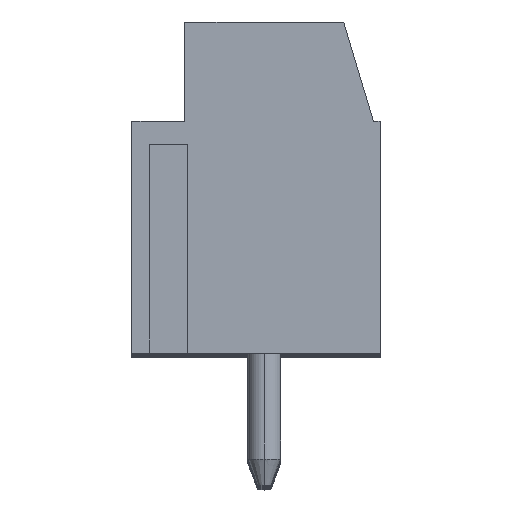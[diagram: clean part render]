
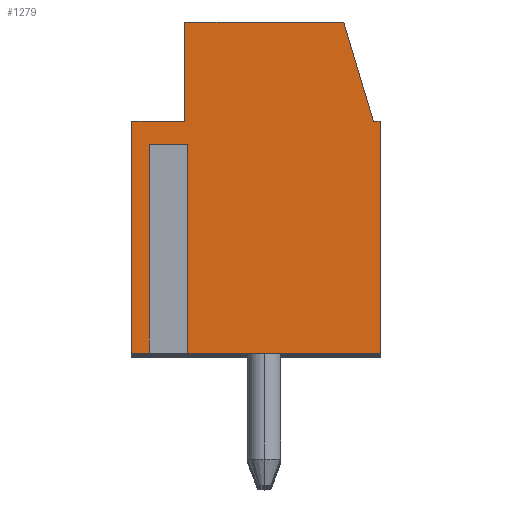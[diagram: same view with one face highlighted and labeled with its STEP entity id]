
A CAD part, top view. The second image highlights one B-rep face of the part: STEP entity #1279.
In plain terms, the highlighted planar face has unit normal (0, 0, 1).
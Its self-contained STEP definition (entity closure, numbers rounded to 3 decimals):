
#24 = VECTOR ( 'NONE', #1929, 1000. ) ;
#54 = LINE ( 'NONE', #545, #964 ) ;
#56 = DIRECTION ( 'NONE',  ( 0., -1., 0. ) ) ;
#58 = CARTESIAN_POINT ( 'NONE',  ( -609.687, -517.614, 0. ) ) ;
#74 = EDGE_CURVE ( 'NONE', #2021, #2036, #480, .T. ) ;
#77 = CARTESIAN_POINT ( 'NONE',  ( 0., -511.314, 0. ) ) ;
#122 = DIRECTION ( 'NONE',  ( 1., 0., 0. ) ) ;
#126 = EDGE_CURVE ( 'NONE', #952, #980, #1460, .T. ) ;
#184 = VERTEX_POINT ( 'NONE', #1610 ) ;
#196 = VECTOR ( 'NONE', #1196, 1000. ) ;
#200 = EDGE_CURVE ( 'NONE', #724, #1905, #1801, .T. ) ;
#201 = CARTESIAN_POINT ( 'NONE',  ( -603.862, -510.614, 0. ) ) ;
#205 = LINE ( 'NONE', #1631, #1088 ) ;
#237 = CARTESIAN_POINT ( 'NONE',  ( -609.762, -507.614, 0. ) ) ;
#257 = CARTESIAN_POINT ( 'NONE',  ( -611.362, 0., 0. ) ) ;
#278 = EDGE_CURVE ( 'NONE', #571, #184, #205, .T. ) ;
#290 = CARTESIAN_POINT ( 'NONE',  ( -610.837, 0., 0. ) ) ;
#298 = VECTOR ( 'NONE', #56, 1000. ) ;
#306 = DIRECTION ( 'NONE',  ( 0., 1., 0. ) ) ;
#322 = DIRECTION ( 'NONE',  ( 0., -1., 0. ) ) ;
#331 = CARTESIAN_POINT ( 'NONE',  ( -603.862, -517.614, 0. ) ) ;
#381 = CARTESIAN_POINT ( 'NONE',  ( -610.837, -511.314, 0. ) ) ;
#389 = ORIENTED_EDGE ( 'NONE', *, *, #948, .T. ) ;
#398 = ORIENTED_EDGE ( 'NONE', *, *, #1167, .T. ) ;
#421 = DIRECTION ( 'NONE',  ( -0.287, 0.958, 0. ) ) ;
#454 = EDGE_CURVE ( 'NONE', #1905, #1083, #865, .T. ) ;
#480 = LINE ( 'NONE', #1873, #24 ) ;
#488 = CARTESIAN_POINT ( 'NONE',  ( -604.962, -507.614, 0. ) ) ;
#535 = DIRECTION ( 'NONE',  ( 1., 0., 0. ) ) ;
#545 = CARTESIAN_POINT ( 'NONE',  ( 0., -507.614, 0. ) ) ;
#558 = EDGE_CURVE ( 'NONE', #571, #724, #760, .T. ) ;
#571 = VERTEX_POINT ( 'NONE', #1861 ) ;
#631 = EDGE_CURVE ( 'NONE', #1637, #2062, #54, .T. ) ;
#665 = EDGE_LOOP ( 'NONE', ( #755, #2069, #1696, #2081, #1608, #1965, #2134, #671, #1380, #389, #1807, #398 ) ) ;
#671 = ORIENTED_EDGE ( 'NONE', *, *, #74, .T. ) ;
#692 = CARTESIAN_POINT ( 'NONE',  ( -611.362, -517.614, 0. ) ) ;
#707 = DIRECTION ( 'NONE',  ( -1., -0.003, 0. ) ) ;
#716 = CARTESIAN_POINT ( 'NONE',  ( -610.837, -517.614, 0. ) ) ;
#718 = CARTESIAN_POINT ( 'NONE',  ( -604.062, -510.614, 0. ) ) ;
#724 = VERTEX_POINT ( 'NONE', #692 ) ;
#755 = ORIENTED_EDGE ( 'NONE', *, *, #631, .T. ) ;
#760 = LINE ( 'NONE', #257, #298 ) ;
#763 = LINE ( 'NONE', #1514, #1199 ) ;
#787 = CARTESIAN_POINT ( 'NONE',  ( 0., -517.614, 0. ) ) ;
#865 = LINE ( 'NONE', #290, #1713 ) ;
#891 = CARTESIAN_POINT ( 'NONE',  ( -607.612, -517.614, 0. ) ) ;
#948 = EDGE_CURVE ( 'NONE', #1463, #952, #1495, .T. ) ;
#952 = VERTEX_POINT ( 'NONE', #201 ) ;
#964 = VECTOR ( 'NONE', #979, 1000. ) ;
#979 = DIRECTION ( 'NONE',  ( -1., 0., 0. ) ) ;
#980 = VERTEX_POINT ( 'NONE', #718 ) ;
#1012 = LINE ( 'NONE', #891, #1412 ) ;
#1014 = AXIS2_PLACEMENT_3D ( 'NONE', #2145, #1123, #122 ) ;
#1039 = CARTESIAN_POINT ( 'NONE',  ( -603.862, 0., 0. ) ) ;
#1046 = VECTOR ( 'NONE', #421, 1000. ) ;
#1068 = FACE_OUTER_BOUND ( 'NONE', #665, .T. ) ;
#1083 = VERTEX_POINT ( 'NONE', #381 ) ;
#1088 = VECTOR ( 'NONE', #535, 1000. ) ;
#1123 = DIRECTION ( 'NONE',  ( 0., 0., 1. ) ) ;
#1167 = EDGE_CURVE ( 'NONE', #980, #1637, #1506, .T. ) ;
#1196 = DIRECTION ( 'NONE',  ( 0., 1., 0. ) ) ;
#1197 = EDGE_CURVE ( 'NONE', #1083, #2021, #1903, .T. ) ;
#1199 = VECTOR ( 'NONE', #322, 1000. ) ;
#1266 = CARTESIAN_POINT ( 'NONE',  ( -604.062, -510.614, 0. ) ) ;
#1279 = ADVANCED_FACE ( 'NONE', ( #1068 ), #1472, .T. ) ;
#1349 = VECTOR ( 'NONE', #1648, 1000. ) ;
#1380 = ORIENTED_EDGE ( 'NONE', *, *, #1947, .F. ) ;
#1412 = VECTOR ( 'NONE', #2072, 1000. ) ;
#1449 = VECTOR ( 'NONE', #2120, 1000. ) ;
#1460 = LINE ( 'NONE', #1724, #1914 ) ;
#1463 = VERTEX_POINT ( 'NONE', #331 ) ;
#1472 = PLANE ( 'NONE',  #1014 ) ;
#1495 = LINE ( 'NONE', #1039, #196 ) ;
#1506 = LINE ( 'NONE', #1266, #1046 ) ;
#1514 = CARTESIAN_POINT ( 'NONE',  ( -609.762, 0., 0. ) ) ;
#1608 = ORIENTED_EDGE ( 'NONE', *, *, #200, .T. ) ;
#1610 = CARTESIAN_POINT ( 'NONE',  ( -609.762, -510.614, 0. ) ) ;
#1625 = EDGE_CURVE ( 'NONE', #2062, #184, #763, .T. ) ;
#1631 = CARTESIAN_POINT ( 'NONE',  ( -610.062, -510.614, 0. ) ) ;
#1637 = VERTEX_POINT ( 'NONE', #488 ) ;
#1648 = DIRECTION ( 'NONE',  ( 1., 0., 0. ) ) ;
#1696 = ORIENTED_EDGE ( 'NONE', *, *, #278, .F. ) ;
#1713 = VECTOR ( 'NONE', #306, 1000. ) ;
#1724 = CARTESIAN_POINT ( 'NONE',  ( -603.862, -510.614, 0. ) ) ;
#1801 = LINE ( 'NONE', #787, #1349 ) ;
#1807 = ORIENTED_EDGE ( 'NONE', *, *, #126, .T. ) ;
#1861 = CARTESIAN_POINT ( 'NONE',  ( -611.362, -510.614, 0. ) ) ;
#1873 = CARTESIAN_POINT ( 'NONE',  ( -609.687, 0., 0. ) ) ;
#1903 = LINE ( 'NONE', #77, #1449 ) ;
#1905 = VERTEX_POINT ( 'NONE', #716 ) ;
#1914 = VECTOR ( 'NONE', #707, 1000. ) ;
#1929 = DIRECTION ( 'NONE',  ( 0., -1., 0. ) ) ;
#1947 = EDGE_CURVE ( 'NONE', #1463, #2036, #1012, .T. ) ;
#1965 = ORIENTED_EDGE ( 'NONE', *, *, #454, .T. ) ;
#2021 = VERTEX_POINT ( 'NONE', #2093 ) ;
#2036 = VERTEX_POINT ( 'NONE', #58 ) ;
#2062 = VERTEX_POINT ( 'NONE', #237 ) ;
#2069 = ORIENTED_EDGE ( 'NONE', *, *, #1625, .T. ) ;
#2072 = DIRECTION ( 'NONE',  ( -1., 0., 0. ) ) ;
#2081 = ORIENTED_EDGE ( 'NONE', *, *, #558, .T. ) ;
#2093 = CARTESIAN_POINT ( 'NONE',  ( -609.687, -511.314, 0. ) ) ;
#2120 = DIRECTION ( 'NONE',  ( 1., 0., 0. ) ) ;
#2134 = ORIENTED_EDGE ( 'NONE', *, *, #1197, .T. ) ;
#2145 = CARTESIAN_POINT ( 'NONE',  ( 0., 0., 0. ) ) ;
